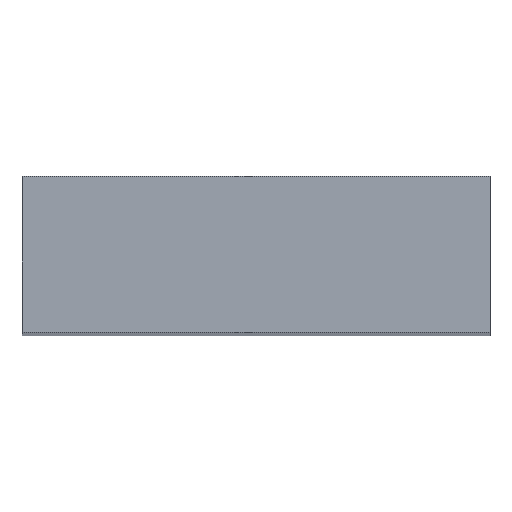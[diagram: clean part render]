
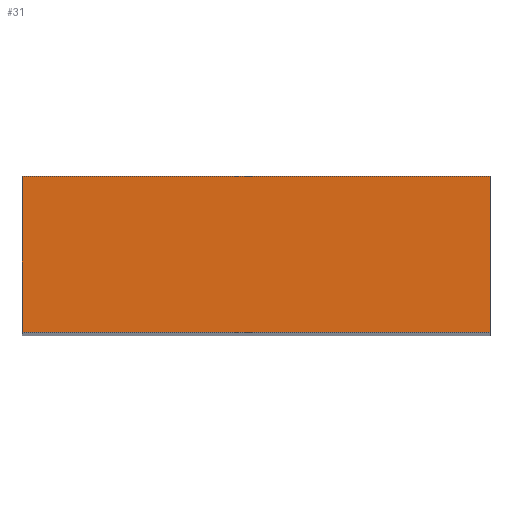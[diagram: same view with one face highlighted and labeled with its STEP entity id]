
A CAD part, top view. The second image highlights one B-rep face of the part: STEP entity #31.
In plain terms, the highlighted planar face has unit normal (0, 0, 1).
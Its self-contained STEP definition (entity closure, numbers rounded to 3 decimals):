
#24 = ORIENTED_EDGE ( 'NONE', *, *, #1538, .F. ) ;
#31 = ADVANCED_FACE ( 'NONE', ( #677 ), #755, .F. ) ;
#102 = LINE ( 'NONE', #1593, #1293 ) ;
#125 = VERTEX_POINT ( 'NONE', #654 ) ;
#177 = EDGE_CURVE ( 'NONE', #431, #631, #102, .T. ) ;
#187 = DIRECTION ( 'NONE',  ( 0., -1., 0. ) ) ;
#250 = CARTESIAN_POINT ( 'NONE',  ( 90., 0., 0. ) ) ;
#431 = VERTEX_POINT ( 'NONE', #1584 ) ;
#479 = DIRECTION ( 'NONE',  ( 0., 0., -1. ) ) ;
#489 = LINE ( 'NONE', #250, #900 ) ;
#610 = ORIENTED_EDGE ( 'NONE', *, *, #843, .F. ) ;
#631 = VERTEX_POINT ( 'NONE', #1516 ) ;
#654 = CARTESIAN_POINT ( 'NONE',  ( 90., 0., 0. ) ) ;
#666 = CARTESIAN_POINT ( 'NONE',  ( 90., 30., 0. ) ) ;
#677 = FACE_OUTER_BOUND ( 'NONE', #1121, .T. ) ;
#700 = CARTESIAN_POINT ( 'NONE',  ( 90., 30., 0. ) ) ;
#733 = CARTESIAN_POINT ( 'NONE',  ( 90., 0., 0. ) ) ;
#755 = PLANE ( 'NONE',  #1627 ) ;
#843 = EDGE_CURVE ( 'NONE', #1603, #125, #975, .T. ) ;
#899 = DIRECTION ( 'NONE',  ( -1., 0., 0. ) ) ;
#900 = VECTOR ( 'NONE', #899, 1000. ) ;
#942 = VECTOR ( 'NONE', #1605, 1000. ) ;
#975 = LINE ( 'NONE', #1373, #1618 ) ;
#1013 = DIRECTION ( 'NONE',  ( -1., 0., 0. ) ) ;
#1030 = EDGE_CURVE ( 'NONE', #1603, #431, #1676, .T. ) ;
#1121 = EDGE_LOOP ( 'NONE', ( #1472, #24, #610, #1635 ) ) ;
#1293 = VECTOR ( 'NONE', #187, 1000. ) ;
#1373 = CARTESIAN_POINT ( 'NONE',  ( 90., 0., 0. ) ) ;
#1400 = DIRECTION ( 'NONE',  ( 0., -1., 0. ) ) ;
#1472 = ORIENTED_EDGE ( 'NONE', *, *, #177, .T. ) ;
#1516 = CARTESIAN_POINT ( 'NONE',  ( 0., 0., 0. ) ) ;
#1538 = EDGE_CURVE ( 'NONE', #125, #631, #489, .T. ) ;
#1584 = CARTESIAN_POINT ( 'NONE',  ( 0., 30., 0. ) ) ;
#1593 = CARTESIAN_POINT ( 'NONE',  ( 0., 0., 0. ) ) ;
#1603 = VERTEX_POINT ( 'NONE', #666 ) ;
#1605 = DIRECTION ( 'NONE',  ( -1., 0., 0. ) ) ;
#1618 = VECTOR ( 'NONE', #1400, 1000. ) ;
#1627 = AXIS2_PLACEMENT_3D ( 'NONE', #733, #479, #1013 ) ;
#1635 = ORIENTED_EDGE ( 'NONE', *, *, #1030, .T. ) ;
#1676 = LINE ( 'NONE', #700, #942 ) ;
